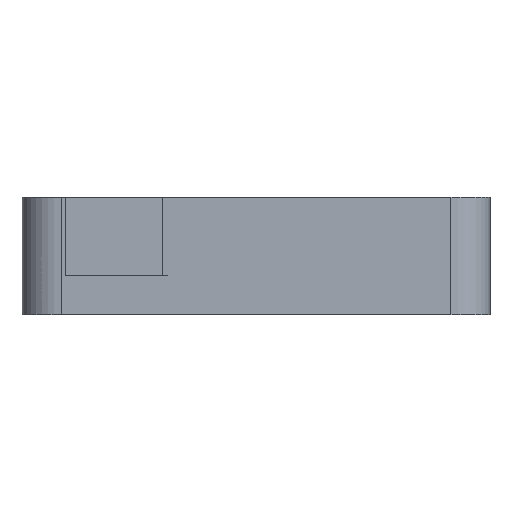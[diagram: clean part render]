
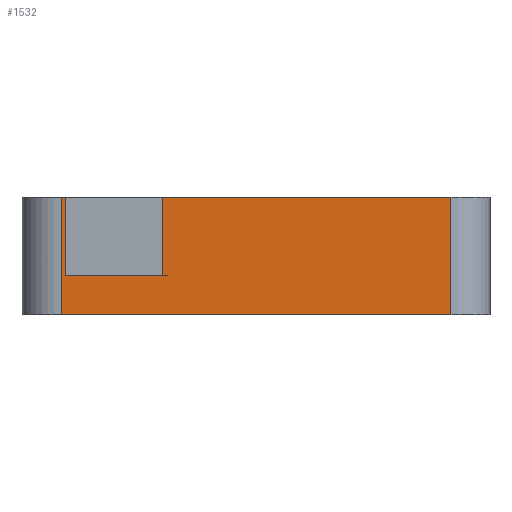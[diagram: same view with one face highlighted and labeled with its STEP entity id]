
A CAD part, left-side view. The second image highlights one B-rep face of the part: STEP entity #1532.
In plain terms, the highlighted planar face has unit normal (-1, 0, 0).
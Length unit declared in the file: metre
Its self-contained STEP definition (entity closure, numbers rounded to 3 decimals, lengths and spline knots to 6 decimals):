
#204=ORIENTED_EDGE('',*,*,#663,.F.);
#205=ORIENTED_EDGE('',*,*,#664,.T.);
#206=ORIENTED_EDGE('',*,*,#665,.T.);
#207=ORIENTED_EDGE('',*,*,#666,.T.);
#208=ORIENTED_EDGE('',*,*,#667,.F.);
#209=ORIENTED_EDGE('',*,*,#668,.T.);
#210=ORIENTED_EDGE('',*,*,#604,.F.);
#211=ORIENTED_EDGE('',*,*,#669,.F.);
#604=EDGE_CURVE('',#838,#839,#980,.T.);
#663=EDGE_CURVE('',#888,#889,#1035,.T.);
#664=EDGE_CURVE('',#888,#890,#1036,.T.);
#665=EDGE_CURVE('',#890,#891,#1037,.T.);
#666=EDGE_CURVE('',#891,#892,#1038,.F.);
#667=EDGE_CURVE('',#893,#892,#1039,.T.);
#668=EDGE_CURVE('',#893,#839,#1040,.T.);
#669=EDGE_CURVE('',#889,#838,#1041,.T.);
#838=VERTEX_POINT('',#2295);
#839=VERTEX_POINT('',#2297);
#888=VERTEX_POINT('',#2409);
#889=VERTEX_POINT('',#2410);
#890=VERTEX_POINT('',#2412);
#891=VERTEX_POINT('',#2414);
#892=VERTEX_POINT('',#2416);
#893=VERTEX_POINT('',#2418);
#980=LINE('',#2296,#1162);
#1035=LINE('',#2408,#1217);
#1036=LINE('',#2411,#1218);
#1037=LINE('',#2413,#1219);
#1038=LINE('',#2415,#1220);
#1039=LINE('',#2417,#1221);
#1040=LINE('',#2419,#1222);
#1041=LINE('',#2420,#1223);
#1162=VECTOR('',#1819,1.);
#1217=VECTOR('',#1890,1.);
#1218=VECTOR('',#1891,1.);
#1219=VECTOR('',#1892,1.);
#1220=VECTOR('',#1893,1.);
#1221=VECTOR('',#1894,1.);
#1222=VECTOR('',#1895,1.);
#1223=VECTOR('',#1896,1.);
#1318=EDGE_LOOP('',(#204,#205,#206,#207,#208,#209,#210,#211));
#1398=FACE_BOUND('',#1318,.T.);
#1478=PLANE('',#1643);
#1532=ADVANCED_FACE('',(#1398),#1478,.F.);
#1643=AXIS2_PLACEMENT_3D('',#2407,#1888,#1889);
#1819=DIRECTION('',(0.,-1.,0.));
#1888=DIRECTION('',(1.,0.,0.));
#1889=DIRECTION('',(0.,0.,-1.));
#1890=DIRECTION('',(0.,-1.,0.));
#1891=DIRECTION('',(0.,0.,-1.));
#1892=DIRECTION('',(0.,-1.,0.));
#1893=DIRECTION('',(0.,0.,-1.));
#1894=DIRECTION('',(0.,-1.,0.));
#1895=DIRECTION('',(0.,0.,-1.));
#1896=DIRECTION('',(0.,0.,-1.));
#2295=CARTESIAN_POINT('',(-0.1016,0.031068,0.00635));
#2296=CARTESIAN_POINT('',(-0.1016,-0.011448,0.00635));
#2297=CARTESIAN_POINT('',(-0.1016,0.015205,0.00635));
#2407=CARTESIAN_POINT('',(-0.1016,-0.011448,0.00635));
#2408=CARTESIAN_POINT('',(-0.1016,0.034584,0.01905));
#2409=CARTESIAN_POINT('',(-0.1016,0.03175,0.01905));
#2410=CARTESIAN_POINT('',(-0.1016,0.031068,0.01905));
#2411=CARTESIAN_POINT('',(-0.1016,0.03175,0.));
#2412=CARTESIAN_POINT('',(-0.1016,0.03175,0.));
#2413=CARTESIAN_POINT('',(-0.1016,-0.011448,0.));
#2414=CARTESIAN_POINT('',(-0.1016,-0.03175,0.));
#2415=CARTESIAN_POINT('',(-0.1016,-0.03175,0.00635));
#2416=CARTESIAN_POINT('',(-0.1016,-0.03175,0.01905));
#2417=CARTESIAN_POINT('',(-0.1016,-0.011448,0.01905));
#2418=CARTESIAN_POINT('',(-0.1016,0.015205,0.01905));
#2419=CARTESIAN_POINT('',(-0.1016,0.015205,0.01905));
#2420=CARTESIAN_POINT('',(-0.1016,0.031068,0.01905));
